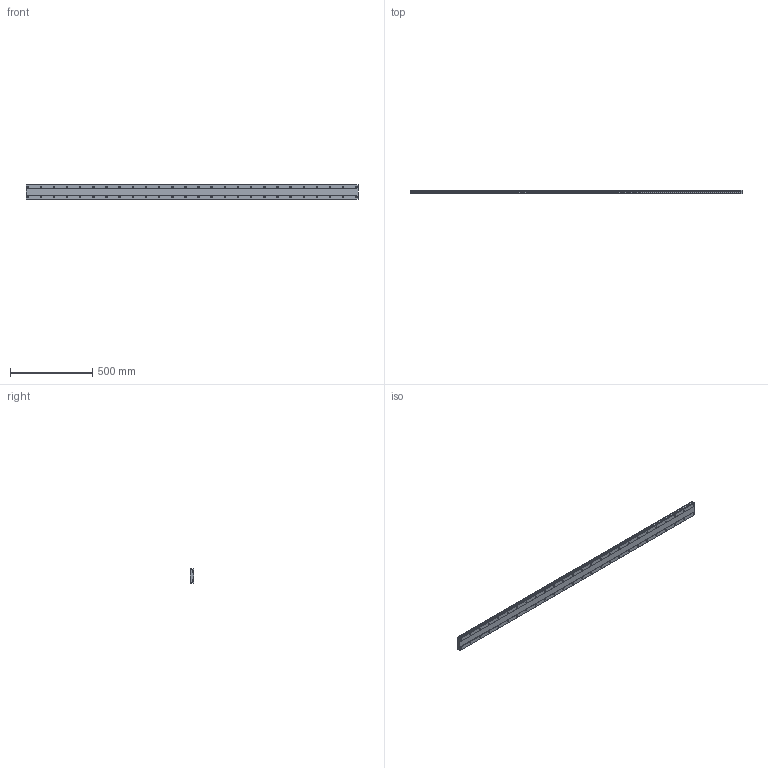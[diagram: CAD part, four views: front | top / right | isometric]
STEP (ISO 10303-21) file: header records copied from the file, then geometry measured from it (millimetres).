
FILE_DESCRIPTION (( 'STEP AP214' ), '1' );
FILE_NAME ('HRW50CA1SS-2020L_G10_0_B-PT18_939-75_0_0_0_1.STEP', '2021-07-07T12:49:44', ( '' ), ( '' ), 'SwSTEP 2.0', 'SolidWorks 2021', '' );
FILE_SCHEMA (( 'AUTOMOTIVE_DESIGN' ));
Length unit declared in the file: millimetre
Products named in the file (2): HRW50CA1SS-2020L_G10_0_B-PT18_939-75_0_0_0_1; _HRW50CA202010 Track
Assembly tree (1 placements, depth 2):
  HRW50CA1SS-2020L_G10_0_B-PT18_939-75_0_0_0_1
    _HRW50CA202010 Track
Bounding box: 2020 x 24 x 90 mm (x, y, z)
Volume: 3824265.4 mm3; surface area: 519360.1 mm2
Topology: 1 solids, 1 shells, 294 faces, 720 edges, 480 vertices
Faces by surface type: cylinder 212, plane 82
Entity records: 9162 total; most frequent: DIRECTION 1740, CARTESIAN_POINT 1498, ORIENTED_EDGE 1440, AXIS2_PLACEMENT_3D 722, EDGE_CURVE 720, VERTEX_POINT 480, EDGE_LOOP 450, CIRCLE 424
